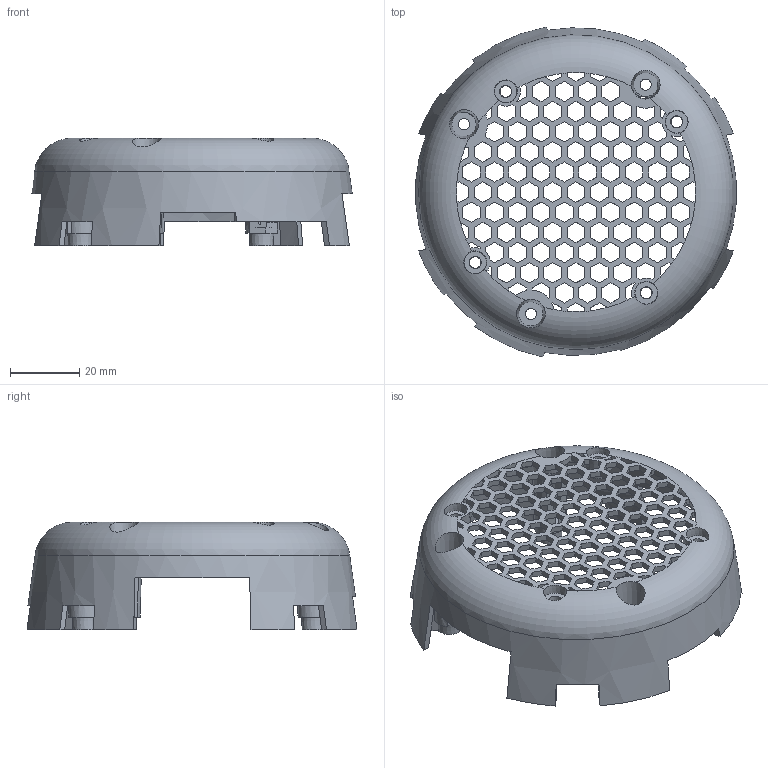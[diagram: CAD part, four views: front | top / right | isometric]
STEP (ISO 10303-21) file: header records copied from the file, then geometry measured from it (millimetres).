
FILE_DESCRIPTION(/* description */ ('STEP AP242','CAx-IF Rec.Pracs.---Representation and Presentation of Product Manufacturing Information (PMI)---4.0---2014-10-13','CAx-IF Rec.Pracs.---3D Tessellated Geometry---0.4---2014-09-14','2;1'),/* implementation_level */ '2;1');
FILE_NAME(/* name */ '6618557b6b66f90eb6849431',/* time_stamp */ '2024-04-11T21:26:22Z',/* author */ (''),/* organization */ (''),/* preprocessor_version */ 'ST-DEVELOPER v20',/* originating_system */ ' ',/* authorisation */ ' ');
FILE_SCHEMA (('AP242_MANAGED_MODEL_BASED_3D_ENGINEERING_MIM_LF { 1 0 10303 442 1 1 4 }'));
Length unit declared in the file: metre
Products named in the file (1): Part 1
Bounding box: 92.24 x 94.98 x 31 mm (x, y, z)
Surface area: 28231.1 mm2 (no closed solid volume)
Topology: 0 solids, 1 shells, 714 faces, 2244 edges, 1484 vertices
Faces by surface type: plane 647, cone 62, torus 5
Entity records: 25019 total; most frequent: CARTESIAN_POINT 5102, ORIENTED_EDGE 4394, DIRECTION 3656, EDGE_CURVE 2197, LINE 1772, VECTOR 1772, VERTEX_POINT 1463, AXIS2_PLACEMENT_3D 942
